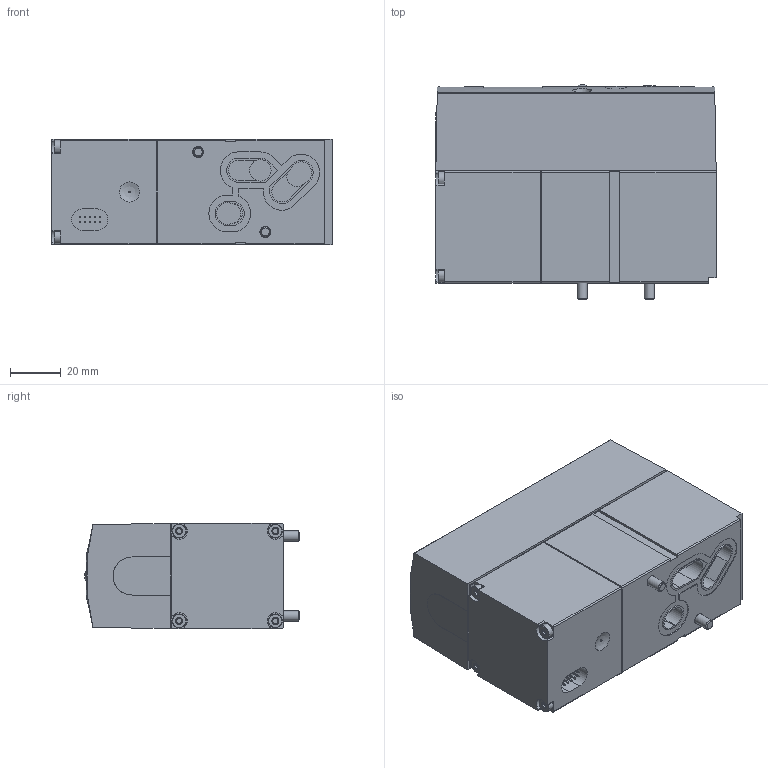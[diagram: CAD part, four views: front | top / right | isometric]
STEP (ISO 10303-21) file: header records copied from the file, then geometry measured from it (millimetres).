
FILE_DESCRIPTION(/* description */ ('STEP AP214'),/* implementation_level */ '2;1');
FILE_NAME(/* name */ '572409_VPPM-8TA-L-1-F-0L10H-S1C1',/* time_stamp */ '2024-09-17T03:45:30+02:00',/* author */ ('License CC BY-ND 4.0'),/* organization */ ('CADENAS'),/* preprocessor_version */ 'ST-DEVELOPER v19.3',/* originating_system */ 'PARTsolutions',/* authorisation */ ' ');
FILE_SCHEMA (('AUTOMOTIVE_DESIGN {1 0 10303 214 3 1 1}'));
Length unit declared in the file: millimetre
Products named in the file (1): 572409 VPPM-8TA-L-1-F-0L10H-S1C1
Bounding box: 110.4 x 84.58 x 41.5 mm (x, y, z)
Volume: 340039.7 mm3; surface area: 39779.9 mm2
Topology: 1 solids, 1 shells, 368 faces, 854 edges, 535 vertices
Faces by surface type: plane 239, cylinder 91, cone 27, torus 6, sphere 5
Full cylindrical faces by diameter (mm): 2 x1, 4 x2, 4.4 x2, 5.5 x4, 7 x2, 7.5 x2, 8.5 x1, 22 x1, 23 x1
Entity records: 12838 total; most frequent: CARTESIAN_POINT 1903, DIRECTION 1743, ORIENTED_EDGE 1642, EDGE_CURVE 821, AXIS2_PLACEMENT_3D 585, LINE 573, VECTOR 573, VERTEX_POINT 528
